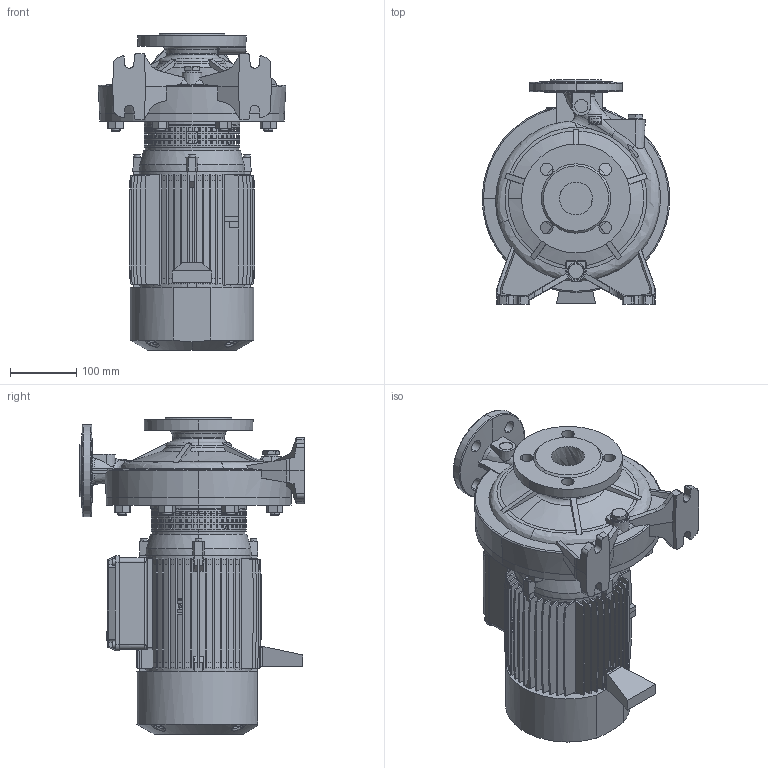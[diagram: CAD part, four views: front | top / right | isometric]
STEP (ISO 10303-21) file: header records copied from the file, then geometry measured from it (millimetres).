
FILE_DESCRIPTION (( 'STEP AP214' ), '1' );
FILE_NAME ('10008674swa00.step', '2020-06-17T07:44:13', ( '' ), ( '' ), 'SwSTEP 2.0', 'SolidWorks 2019', '' );
FILE_SCHEMA (( 'AUTOMOTIVE_DESIGN' ));
Length unit declared in the file: millimetre
Products named in the file (8): 2_66_134_SEMPLIFICATO; 10007571swp00_90 SZ ; 10007670swn00_M25x1.5; 10008674swa00; 3.66.201swp02_H=61; 10008149swp00_3.66.534_semplificato; 90.025swp01_G38x9 OTTONE; 10000046swp00_SEMPLIFICATO
Assembly tree (8 placements, depth 2):
  10008674swa00
    10007571swp00_90 SZ 
    10008149swp00_3.66.534_semplificato
    10000046swp00_SEMPLIFICATO
    2_66_134_SEMPLIFICATO
    10007670swn00_M25x1.5
    90.025swp01_G38x9 OTTONE  x2
    3.66.201swp02_H=61
Bounding box: 284.18 x 340 x 479 mm (x, y, z)
Volume: 13848735.3 mm3; surface area: 1190325.9 mm2
Topology: 34 solids, 34 shells, 2518 faces, 6832 edges, 4451 vertices
Faces by surface type: plane 1671, cylinder 376, cone 212, bspline 209, torus 42, sphere 8
Entity records: 119247 total; most frequent: CARTESIAN_POINT 57164, ORIENTED_EDGE 13436, DIRECTION 11661, EDGE_CURVE 6718, VERTEX_POINT 4410, LINE 4091, VECTOR 4091, AXIS2_PLACEMENT_3D 3785
